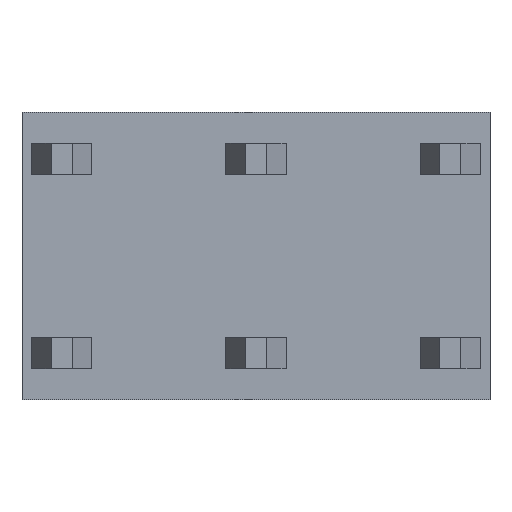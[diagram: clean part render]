
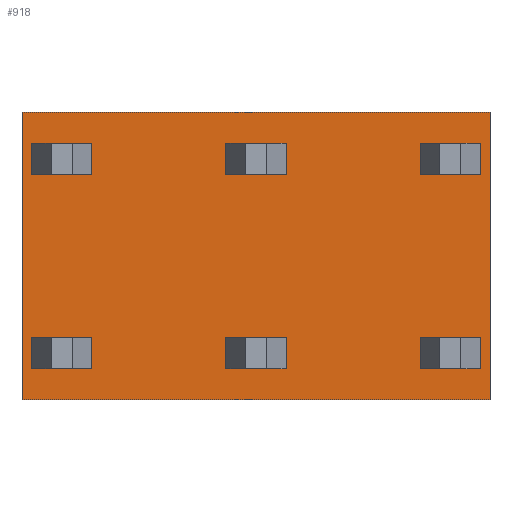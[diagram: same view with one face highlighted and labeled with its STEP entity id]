
A CAD part, front view. The second image highlights one B-rep face of the part: STEP entity #918.
In plain terms, the highlighted planar face has unit normal (0, -1, 0).
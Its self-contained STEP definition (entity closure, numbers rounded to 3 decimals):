
#14=FACE_BOUND('',#88,.T.);
#15=FACE_BOUND('',#89,.T.);
#16=FACE_BOUND('',#90,.T.);
#17=FACE_BOUND('',#91,.T.);
#18=FACE_BOUND('',#92,.T.);
#19=FACE_BOUND('',#93,.T.);
#39=FACE_OUTER_BOUND('',#87,.T.);
#87=EDGE_LOOP('',(#650,#651,#652,#653));
#88=EDGE_LOOP('',(#654,#655,#656,#657));
#89=EDGE_LOOP('',(#658,#659,#660,#661));
#90=EDGE_LOOP('',(#662,#663,#664,#665));
#91=EDGE_LOOP('',(#666,#667,#668,#669));
#92=EDGE_LOOP('',(#670,#671,#672,#673));
#93=EDGE_LOOP('',(#674,#675,#676,#677));
#140=LINE('',#1277,#260);
#145=LINE('',#1287,#265);
#151=LINE('',#1298,#271);
#157=LINE('',#1311,#277);
#162=LINE('',#1321,#282);
#166=LINE('',#1330,#286);
#181=LINE('',#1361,#301);
#185=LINE('',#1370,#305);
#189=LINE('',#1377,#309);
#191=LINE('',#1380,#311);
#193=LINE('',#1385,#313);
#194=LINE('',#1387,#314);
#195=LINE('',#1388,#315);
#196=LINE('',#1390,#316);
#197=LINE('',#1392,#317);
#198=LINE('',#1393,#318);
#199=LINE('',#1395,#319);
#200=LINE('',#1397,#320);
#201=LINE('',#1398,#321);
#202=LINE('',#1400,#322);
#203=LINE('',#1402,#323);
#204=LINE('',#1403,#324);
#205=LINE('',#1405,#325);
#206=LINE('',#1407,#326);
#207=LINE('',#1408,#327);
#208=LINE('',#1410,#328);
#209=LINE('',#1412,#329);
#210=LINE('',#1413,#330);
#260=VECTOR('',#1045,1.);
#265=VECTOR('',#1052,1.);
#271=VECTOR('',#1060,1.);
#277=VECTOR('',#1068,1.);
#282=VECTOR('',#1075,1.);
#286=VECTOR('',#1081,1.);
#301=VECTOR('',#1106,1.);
#305=VECTOR('',#1112,1.);
#309=VECTOR('',#1118,1.);
#311=VECTOR('',#1122,1.);
#313=VECTOR('',#1128,1.);
#314=VECTOR('',#1129,1.);
#315=VECTOR('',#1130,1.);
#316=VECTOR('',#1131,1.);
#317=VECTOR('',#1132,1.);
#318=VECTOR('',#1133,1.);
#319=VECTOR('',#1134,1.);
#320=VECTOR('',#1135,1.);
#321=VECTOR('',#1136,1.);
#322=VECTOR('',#1137,1.);
#323=VECTOR('',#1138,1.);
#324=VECTOR('',#1139,1.);
#325=VECTOR('',#1140,1.);
#326=VECTOR('',#1141,1.);
#327=VECTOR('',#1142,1.);
#328=VECTOR('',#1143,1.);
#329=VECTOR('',#1144,1.);
#330=VECTOR('',#1145,1.);
#380=VERTEX_POINT('',#1274);
#381=VERTEX_POINT('',#1276);
#384=VERTEX_POINT('',#1284);
#385=VERTEX_POINT('',#1286);
#388=VERTEX_POINT('',#1295);
#389=VERTEX_POINT('',#1297);
#394=VERTEX_POINT('',#1308);
#395=VERTEX_POINT('',#1310);
#398=VERTEX_POINT('',#1318);
#399=VERTEX_POINT('',#1320);
#402=VERTEX_POINT('',#1327);
#403=VERTEX_POINT('',#1329);
#413=VERTEX_POINT('',#1359);
#414=VERTEX_POINT('',#1360);
#417=VERTEX_POINT('',#1368);
#418=VERTEX_POINT('',#1369);
#421=VERTEX_POINT('',#1384);
#422=VERTEX_POINT('',#1386);
#423=VERTEX_POINT('',#1389);
#424=VERTEX_POINT('',#1391);
#425=VERTEX_POINT('',#1394);
#426=VERTEX_POINT('',#1396);
#427=VERTEX_POINT('',#1399);
#428=VERTEX_POINT('',#1401);
#429=VERTEX_POINT('',#1404);
#430=VERTEX_POINT('',#1406);
#431=VERTEX_POINT('',#1409);
#432=VERTEX_POINT('',#1411);
#460=EDGE_CURVE('',#381,#380,#140,.T.);
#465=EDGE_CURVE('',#385,#384,#145,.T.);
#471=EDGE_CURVE('',#389,#388,#151,.T.);
#477=EDGE_CURVE('',#395,#394,#157,.T.);
#482=EDGE_CURVE('',#399,#398,#162,.T.);
#486=EDGE_CURVE('',#403,#402,#166,.T.);
#501=EDGE_CURVE('',#413,#414,#181,.T.);
#505=EDGE_CURVE('',#417,#418,#185,.T.);
#509=EDGE_CURVE('',#414,#417,#189,.T.);
#511=EDGE_CURVE('',#413,#418,#191,.T.);
#513=EDGE_CURVE('',#421,#398,#193,.T.);
#514=EDGE_CURVE('',#422,#421,#194,.T.);
#515=EDGE_CURVE('',#422,#399,#195,.T.);
#516=EDGE_CURVE('',#423,#403,#196,.T.);
#517=EDGE_CURVE('',#424,#402,#197,.T.);
#518=EDGE_CURVE('',#423,#424,#198,.T.);
#519=EDGE_CURVE('',#380,#425,#199,.T.);
#520=EDGE_CURVE('',#425,#426,#200,.T.);
#521=EDGE_CURVE('',#381,#426,#201,.T.);
#522=EDGE_CURVE('',#384,#427,#202,.T.);
#523=EDGE_CURVE('',#427,#428,#203,.T.);
#524=EDGE_CURVE('',#385,#428,#204,.T.);
#525=EDGE_CURVE('',#388,#429,#205,.T.);
#526=EDGE_CURVE('',#429,#430,#206,.T.);
#527=EDGE_CURVE('',#389,#430,#207,.T.);
#528=EDGE_CURVE('',#431,#395,#208,.T.);
#529=EDGE_CURVE('',#432,#394,#209,.T.);
#530=EDGE_CURVE('',#431,#432,#210,.T.);
#650=ORIENTED_EDGE('',*,*,#505,.F.);
#651=ORIENTED_EDGE('',*,*,#509,.F.);
#652=ORIENTED_EDGE('',*,*,#501,.F.);
#653=ORIENTED_EDGE('',*,*,#511,.T.);
#654=ORIENTED_EDGE('',*,*,#482,.T.);
#655=ORIENTED_EDGE('',*,*,#513,.F.);
#656=ORIENTED_EDGE('',*,*,#514,.F.);
#657=ORIENTED_EDGE('',*,*,#515,.T.);
#658=ORIENTED_EDGE('',*,*,#516,.T.);
#659=ORIENTED_EDGE('',*,*,#486,.T.);
#660=ORIENTED_EDGE('',*,*,#517,.F.);
#661=ORIENTED_EDGE('',*,*,#518,.F.);
#662=ORIENTED_EDGE('',*,*,#460,.T.);
#663=ORIENTED_EDGE('',*,*,#519,.T.);
#664=ORIENTED_EDGE('',*,*,#520,.T.);
#665=ORIENTED_EDGE('',*,*,#521,.F.);
#666=ORIENTED_EDGE('',*,*,#465,.T.);
#667=ORIENTED_EDGE('',*,*,#522,.T.);
#668=ORIENTED_EDGE('',*,*,#523,.T.);
#669=ORIENTED_EDGE('',*,*,#524,.F.);
#670=ORIENTED_EDGE('',*,*,#471,.T.);
#671=ORIENTED_EDGE('',*,*,#525,.T.);
#672=ORIENTED_EDGE('',*,*,#526,.T.);
#673=ORIENTED_EDGE('',*,*,#527,.F.);
#674=ORIENTED_EDGE('',*,*,#528,.T.);
#675=ORIENTED_EDGE('',*,*,#477,.T.);
#676=ORIENTED_EDGE('',*,*,#529,.F.);
#677=ORIENTED_EDGE('',*,*,#530,.F.);
#821=PLANE('',#986);
#918=ADVANCED_FACE('',(#39,#14,#15,#16,#17,#18,#19),#821,.F.);
#986=AXIS2_PLACEMENT_3D('',#1383,#1126,#1127);
#1045=DIRECTION('',(1.,0.,0.));
#1052=DIRECTION('',(1.,0.,0.));
#1060=DIRECTION('',(1.,0.,0.));
#1068=DIRECTION('',(-1.,0.,0.));
#1075=DIRECTION('',(-1.,0.,0.));
#1081=DIRECTION('',(-1.,0.,0.));
#1106=DIRECTION('',(1.,0.,0.));
#1112=DIRECTION('',(-1.,0.,0.));
#1118=DIRECTION('',(0.,0.,-1.));
#1122=DIRECTION('',(0.,0.,-1.));
#1126=DIRECTION('center_axis',(0.,1.,0.));
#1127=DIRECTION('ref_axis',(0.,0.,1.));
#1128=DIRECTION('',(0.,0.,-1.));
#1129=DIRECTION('',(-1.,0.,0.));
#1130=DIRECTION('',(0.,0.,-1.));
#1131=DIRECTION('',(0.,0.,-1.));
#1132=DIRECTION('',(0.,0.,-1.));
#1133=DIRECTION('',(-1.,0.,0.));
#1134=DIRECTION('',(0.,0.,-1.));
#1135=DIRECTION('',(-1.,0.,0.));
#1136=DIRECTION('',(0.,0.,-1.));
#1137=DIRECTION('',(0.,0.,-1.));
#1138=DIRECTION('',(-1.,0.,0.));
#1139=DIRECTION('',(0.,0.,-1.));
#1140=DIRECTION('',(0.,0.,-1.));
#1141=DIRECTION('',(-1.,0.,0.));
#1142=DIRECTION('',(0.,0.,-1.));
#1143=DIRECTION('',(0.,0.,-1.));
#1144=DIRECTION('',(0.,0.,-1.));
#1145=DIRECTION('',(-1.,0.,0.));
#1274=CARTESIAN_POINT('',(2.934,10.897,1.473));
#1276=CARTESIAN_POINT('',(2.146,10.897,1.473));
#1277=CARTESIAN_POINT('',(3.061,10.897,1.473));
#1284=CARTESIAN_POINT('',(0.394,10.897,1.473));
#1286=CARTESIAN_POINT('',(-0.394,10.897,1.473));
#1287=CARTESIAN_POINT('',(3.061,10.897,1.473));
#1295=CARTESIAN_POINT('',(-2.146,10.897,1.473));
#1297=CARTESIAN_POINT('',(-2.934,10.897,1.473));
#1298=CARTESIAN_POINT('',(3.061,10.897,1.473));
#1308=CARTESIAN_POINT('',(2.146,10.897,-1.473));
#1310=CARTESIAN_POINT('',(2.934,10.897,-1.473));
#1311=CARTESIAN_POINT('',(3.061,10.897,-1.473));
#1318=CARTESIAN_POINT('',(-0.394,10.897,-1.473));
#1320=CARTESIAN_POINT('',(0.394,10.897,-1.473));
#1321=CARTESIAN_POINT('',(3.061,10.897,-1.473));
#1327=CARTESIAN_POINT('',(-2.934,10.897,-1.473));
#1329=CARTESIAN_POINT('',(-2.146,10.897,-1.473));
#1330=CARTESIAN_POINT('',(3.061,10.897,-1.473));
#1359=CARTESIAN_POINT('',(-3.061,10.897,1.88));
#1360=CARTESIAN_POINT('',(3.061,10.897,1.88));
#1361=CARTESIAN_POINT('',(-3.061,10.897,1.88));
#1368=CARTESIAN_POINT('',(3.061,10.897,-1.88));
#1369=CARTESIAN_POINT('',(-3.061,10.897,-1.88));
#1370=CARTESIAN_POINT('',(3.061,10.897,-1.88));
#1377=CARTESIAN_POINT('',(3.061,10.897,1.067));
#1380=CARTESIAN_POINT('',(-3.061,10.897,1.067));
#1383=CARTESIAN_POINT('Origin',(3.061,10.897,1.067));
#1384=CARTESIAN_POINT('',(-0.394,10.897,-1.067));
#1385=CARTESIAN_POINT('',(-0.394,10.897,25.4));
#1386=CARTESIAN_POINT('',(0.394,10.897,-1.067));
#1387=CARTESIAN_POINT('',(3.061,10.897,-1.067));
#1388=CARTESIAN_POINT('',(0.394,10.897,25.4));
#1389=CARTESIAN_POINT('',(-2.146,10.897,-1.067));
#1390=CARTESIAN_POINT('',(-2.146,10.897,25.4));
#1391=CARTESIAN_POINT('',(-2.934,10.897,-1.067));
#1392=CARTESIAN_POINT('',(-2.934,10.897,25.4));
#1393=CARTESIAN_POINT('',(3.061,10.897,-1.067));
#1394=CARTESIAN_POINT('',(2.934,10.897,1.067));
#1395=CARTESIAN_POINT('',(2.934,10.897,25.4));
#1396=CARTESIAN_POINT('',(2.146,10.897,1.067));
#1397=CARTESIAN_POINT('',(3.061,10.897,1.067));
#1398=CARTESIAN_POINT('',(2.146,10.897,25.4));
#1399=CARTESIAN_POINT('',(0.394,10.897,1.067));
#1400=CARTESIAN_POINT('',(0.394,10.897,25.4));
#1401=CARTESIAN_POINT('',(-0.394,10.897,1.067));
#1402=CARTESIAN_POINT('',(3.061,10.897,1.067));
#1403=CARTESIAN_POINT('',(-0.394,10.897,25.4));
#1404=CARTESIAN_POINT('',(-2.146,10.897,1.067));
#1405=CARTESIAN_POINT('',(-2.146,10.897,25.4));
#1406=CARTESIAN_POINT('',(-2.934,10.897,1.067));
#1407=CARTESIAN_POINT('',(3.061,10.897,1.067));
#1408=CARTESIAN_POINT('',(-2.934,10.897,25.4));
#1409=CARTESIAN_POINT('',(2.934,10.897,-1.067));
#1410=CARTESIAN_POINT('',(2.934,10.897,25.4));
#1411=CARTESIAN_POINT('',(2.146,10.897,-1.067));
#1412=CARTESIAN_POINT('',(2.146,10.897,25.4));
#1413=CARTESIAN_POINT('',(3.061,10.897,-1.067));
